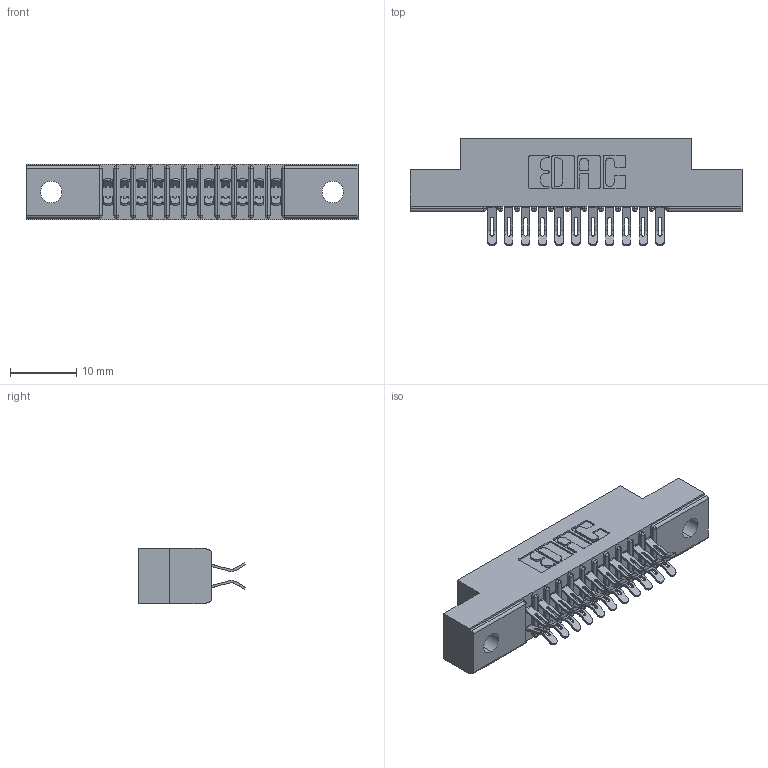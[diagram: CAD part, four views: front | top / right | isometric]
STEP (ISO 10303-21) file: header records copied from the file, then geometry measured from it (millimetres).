
FILE_DESCRIPTION (( 'STEP AP203' ), '1' );
FILE_NAME ('341-022-555-202.STEP', '2018-08-06T17:31:32', ( '' ), ( '' ), 'SwSTEP 2.0', 'SolidWorks 2016', '' );
FILE_SCHEMA (( 'CONFIG_CONTROL_DESIGN' ));
Length unit declared in the file: inch
Products named in the file (3): 341 Part_.128 (3.25) Dia Mounting Holes; 341-292-001_341-292-155; 341-022-555-202
Assembly tree (23 placements, depth 2):
  341-022-555-202
    341 Part_.128 (3.25) Dia Mounting Holes
    341-292-001_341-292-155  x22
Bounding box: 50.16 x 16.31 x 8.38 mm (x, y, z)
Volume: 2873.8 mm3; surface area: 5240.7 mm2
Topology: 23 solids, 23 shells, 1832 faces, 5453 edges, 3550 vertices
Faces by surface type: plane 992, cylinder 796, sphere 24, torus 20
Entity records: 17914 total; most frequent: CARTESIAN_POINT 2995, ORIENTED_EDGE 2962, DIRECTION 2919, EDGE_CURVE 1481, VECTOR 1147, LINE 1147, VERTEX_POINT 946, AXIS2_PLACEMENT_3D 886
